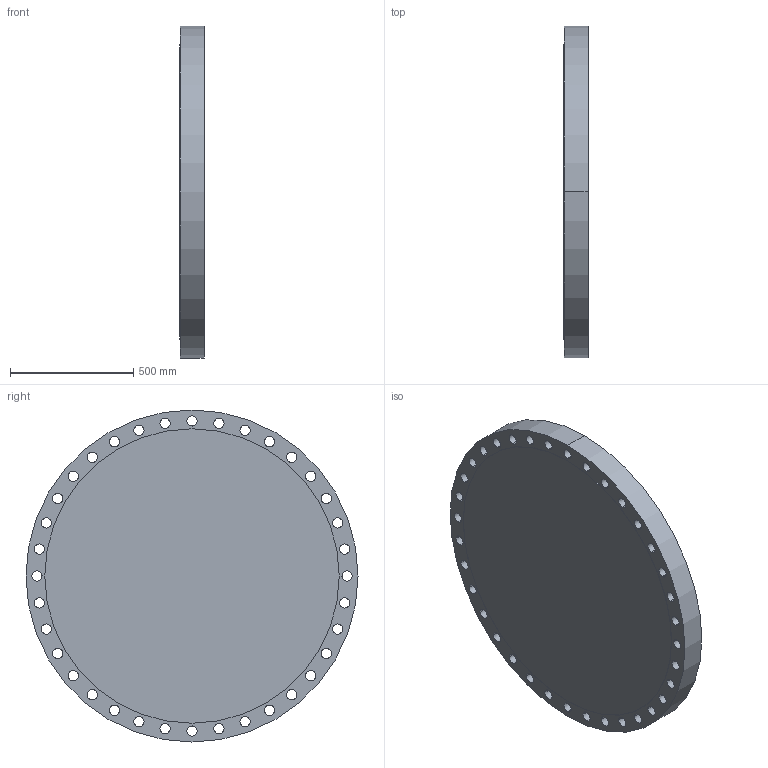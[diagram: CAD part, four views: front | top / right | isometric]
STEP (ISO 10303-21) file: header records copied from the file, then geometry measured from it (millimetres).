
FILE_DESCRIPTION (( 'STEP AP203' ), '1' );
FILE_NAME ('42_150_B1647A_RF_BLF.STEP', '2024-01-12T20:30:35', ( '' ), ( '' ), 'SwSTEP 2.0', 'SolidWorks 2023', '' );
FILE_SCHEMA (( 'CONFIG_CONTROL_DESIGN' ));
Length unit declared in the file: inch
Products named in the file (1): 42_150_B1647A_RF_BLF
Bounding box: 98.42 x 1346.2 x 1346.2 mm (x, y, z)
Volume: 134945175.6 mm3; surface area: 3617891.4 mm2
Topology: 1 solids, 1 shells, 79 faces, 228 edges, 152 vertices
Faces by surface type: cylinder 76, plane 3
Entity records: 2917 total; most frequent: DIRECTION 540, CARTESIAN_POINT 460, ORIENTED_EDGE 456, AXIS2_PLACEMENT_3D 232, EDGE_CURVE 228, CIRCLE 152, VERTEX_POINT 152, EDGE_LOOP 152
